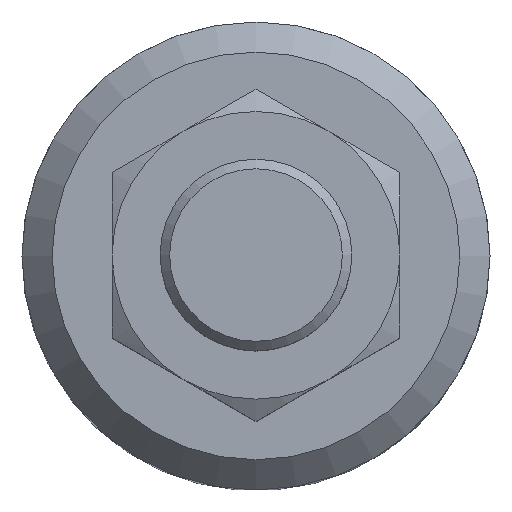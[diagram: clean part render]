
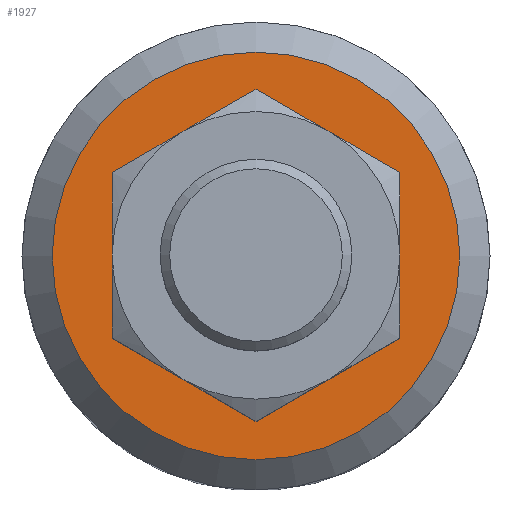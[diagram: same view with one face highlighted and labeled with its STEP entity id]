
A CAD part, top view. The second image highlights one B-rep face of the part: STEP entity #1927.
In plain terms, the highlighted planar face has unit normal (0, 0, 1).
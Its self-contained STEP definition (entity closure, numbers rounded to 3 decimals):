
#62=PLANE('',#2140);
#400=ORIENTED_EDGE('',*,*,#936,.T.);
#401=ORIENTED_EDGE('',*,*,#937,.F.);
#936=EDGE_CURVE('',#1201,#1201,#1386,.T.);
#937=EDGE_CURVE('',#1202,#1202,#1387,.T.);
#1201=VERTEX_POINT('',#3065);
#1202=VERTEX_POINT('',#3067);
#1386=CIRCLE('',#2141,16.);
#1387=CIRCLE('',#2142,27.);
#1506=EDGE_LOOP('',(#400));
#1507=EDGE_LOOP('',(#401));
#1694=FACE_BOUND('',#1506,.T.);
#1695=FACE_BOUND('',#1507,.T.);
#1927=ADVANCED_FACE('',(#1694,#1695),#62,.T.);
#2140=AXIS2_PLACEMENT_3D('',#3063,#2421,#2422);
#2141=AXIS2_PLACEMENT_3D('',#3064,#2423,#2424);
#2142=AXIS2_PLACEMENT_3D('',#3066,#2425,#2426);
#2421=DIRECTION('',(0.,0.,1.));
#2422=DIRECTION('',(1.,0.,0.));
#2423=DIRECTION('',(0.,0.,-1.));
#2424=DIRECTION('',(-1.,0.,0.));
#2425=DIRECTION('',(0.,0.,-1.));
#2426=DIRECTION('',(-1.,0.,0.));
#3063=CARTESIAN_POINT('',(0.,27.,0.));
#3064=CARTESIAN_POINT('',(0.,0.,0.));
#3065=CARTESIAN_POINT('',(-16.,0.,0.));
#3066=CARTESIAN_POINT('',(0.,0.,0.));
#3067=CARTESIAN_POINT('',(-27.,0.,0.));
